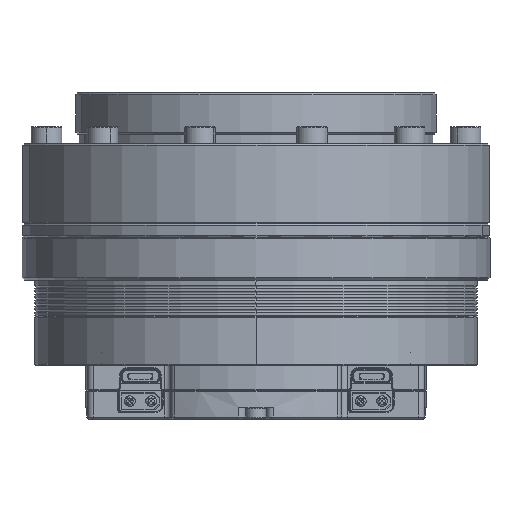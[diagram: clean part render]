
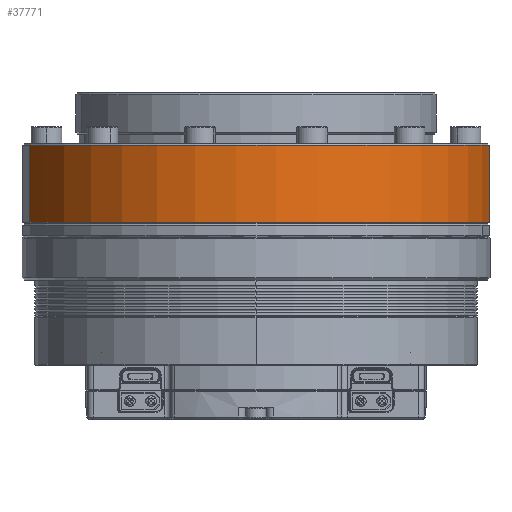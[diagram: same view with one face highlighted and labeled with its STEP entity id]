
A CAD part, front view. The second image highlights one B-rep face of the part: STEP entity #37771.
In plain terms, the highlighted cylindrical face has radius 55 mm (diameter 110 mm), a partial arc.
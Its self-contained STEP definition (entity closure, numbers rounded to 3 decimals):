
#2380=CARTESIAN_POINT('',(0.,0.,46.3));
#2381=DIRECTION('',(0.,0.,1.));
#2382=DIRECTION('',(-0.966,-0.259,0.));
#2383=AXIS2_PLACEMENT_3D('',#2380,#2381,#2382);
#2398=DIRECTION('',(0.,0.,1.));
#2399=VECTOR('',#2398,18.1);
#2400=CARTESIAN_POINT('',(53.126,14.235,46.3));
#2401=LINE('',#2400,#2399);
#2551=CARTESIAN_POINT('',(0.,0.,64.4));
#2552=DIRECTION('',(0.,0.,-1.));
#2553=DIRECTION('',(0.966,0.259,0.));
#2554=AXIS2_PLACEMENT_3D('',#2551,#2552,#2553);
#2560=DIRECTION('',(0.,0.,1.));
#2561=VECTOR('',#2560,18.1);
#2562=CARTESIAN_POINT('',(-53.126,-14.235,46.3));
#2563=LINE('',#2562,#2561);
#29674=CARTESIAN_POINT('',(53.126,14.235,64.4));
#29675=VERTEX_POINT('',#29674);
#29676=CARTESIAN_POINT('',(-53.126,-14.235,64.4));
#29677=VERTEX_POINT('',#29676);
#29678=CARTESIAN_POINT('',(-53.126,-14.235,46.3));
#29679=VERTEX_POINT('',#29678);
#29680=CARTESIAN_POINT('',(53.126,14.235,46.3));
#29681=VERTEX_POINT('',#29680);
#37760=CARTESIAN_POINT('',(0.,0.,46.));
#37761=DIRECTION('',(0.,0.,-1.));
#37762=DIRECTION('',(-0.966,-0.259,0.));
#37763=AXIS2_PLACEMENT_3D('',#37760,#37761,#37762);
#37764=CYLINDRICAL_SURFACE('',#37763,55.);
#37765=ORIENTED_EDGE('',*,*,#37638,.F.);
#37766=ORIENTED_EDGE('',*,*,#37607,.F.);
#37767=ORIENTED_EDGE('',*,*,#37635,.T.);
#37768=ORIENTED_EDGE('',*,*,#37753,.F.);
#37769=EDGE_LOOP('',(#37765,#37766,#37767,#37768));
#37770=FACE_OUTER_BOUND('',#37769,.F.);
#37771=ADVANCED_FACE('',(#37770),#37764,.T.);
#2384=CIRCLE('',#2383,55.);
#2555=CIRCLE('',#2554,55.);
#37607=EDGE_CURVE('',#29679,#29681,#2384,.T.);
#37635=EDGE_CURVE('',#29679,#29677,#2563,.T.);
#37638=EDGE_CURVE('',#29681,#29675,#2401,.T.);
#37753=EDGE_CURVE('',#29675,#29677,#2555,.T.);
